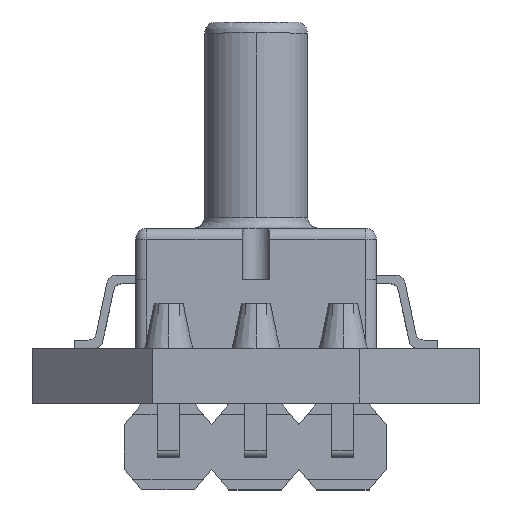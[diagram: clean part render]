
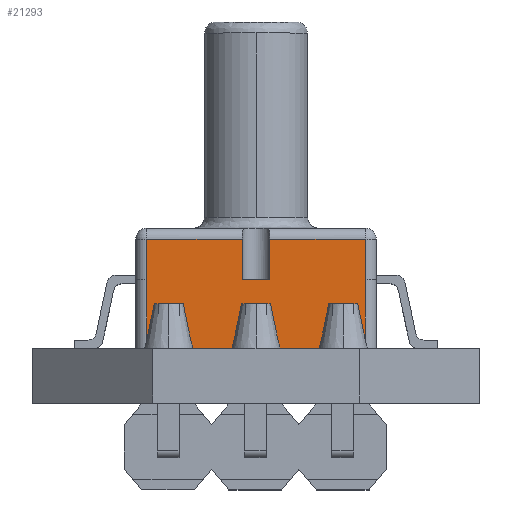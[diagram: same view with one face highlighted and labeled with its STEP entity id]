
A CAD part, top view. The second image highlights one B-rep face of the part: STEP entity #21293.
In plain terms, the highlighted planar face has unit normal (0, 0, 1).
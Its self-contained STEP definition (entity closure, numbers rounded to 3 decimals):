
#475 = DIRECTION ( 'NONE',  ( -1., 0., 0. ) ) ;
#819 = LINE ( 'NONE', #2451, #17956 ) ;
#1633 = ORIENTED_EDGE ( 'NONE', *, *, #15817, .T. ) ;
#1785 = CARTESIAN_POINT ( 'NONE',  ( -0.4, 2., 3.5 ) ) ;
#2030 = VERTEX_POINT ( 'NONE', #21806 ) ;
#2056 = VECTOR ( 'NONE', #2903, 1000. ) ;
#2111 = CARTESIAN_POINT ( 'NONE',  ( -3.18, 2., 3.5 ) ) ;
#2273 = ORIENTED_EDGE ( 'NONE', *, *, #19828, .F. ) ;
#2288 = CARTESIAN_POINT ( 'NONE',  ( 3.18, 3.18, 3.5 ) ) ;
#2451 = CARTESIAN_POINT ( 'NONE',  ( -3.307, 3.18, 3.5 ) ) ;
#2903 = DIRECTION ( 'NONE',  ( 0., -1., 0. ) ) ;
#3361 = ORIENTED_EDGE ( 'NONE', *, *, #13546, .T. ) ;
#3470 = ORIENTED_EDGE ( 'NONE', *, *, #6230, .F. ) ;
#4116 = VERTEX_POINT ( 'NONE', #8966 ) ;
#4313 = DIRECTION ( 'NONE',  ( 0., 1., 0. ) ) ;
#4492 = VERTEX_POINT ( 'NONE', #2288 ) ;
#4652 = LINE ( 'NONE', #8389, #2056 ) ;
#5008 = AXIS2_PLACEMENT_3D ( 'NONE', #11987, #8281, #22706 ) ;
#5183 = DIRECTION ( 'NONE',  ( -1., 0., 0. ) ) ;
#5883 = VECTOR ( 'NONE', #13817, 1000. ) ;
#5976 = FACE_OUTER_BOUND ( 'NONE', #11179, .T. ) ;
#6062 = CARTESIAN_POINT ( 'NONE',  ( 0.4, 3.18, 3.5 ) ) ;
#6230 = EDGE_CURVE ( 'NONE', #4116, #15646, #14690, .T. ) ;
#6516 = VECTOR ( 'NONE', #4313, 1000. ) ;
#6754 = LINE ( 'NONE', #23023, #5883 ) ;
#6967 = VERTEX_POINT ( 'NONE', #19772 ) ;
#7347 = CARTESIAN_POINT ( 'NONE',  ( 3.18, 2., 3.5 ) ) ;
#7548 = EDGE_CURVE ( 'NONE', #4492, #15646, #819, .T. ) ;
#7623 = ORIENTED_EDGE ( 'NONE', *, *, #21985, .T. ) ;
#7723 = DIRECTION ( 'NONE',  ( 0., 1., 0. ) ) ;
#7831 = CARTESIAN_POINT ( 'NONE',  ( 3.18, 1.59, 3.5 ) ) ;
#8281 = DIRECTION ( 'NONE',  ( 0., 0., 1. ) ) ;
#8389 = CARTESIAN_POINT ( 'NONE',  ( -3.18, -0.064, 3.5 ) ) ;
#8567 = LINE ( 'NONE', #15654, #9858 ) ;
#8688 = ORIENTED_EDGE ( 'NONE', *, *, #21682, .F. ) ;
#8897 = DIRECTION ( 'NONE',  ( 0., -1., 0. ) ) ;
#8966 = CARTESIAN_POINT ( 'NONE',  ( 0.4, 2., 3.5 ) ) ;
#9417 = VECTOR ( 'NONE', #15796, 1000. ) ;
#9552 = LINE ( 'NONE', #7831, #6516 ) ;
#9763 = EDGE_CURVE ( 'NONE', #10553, #18764, #4652, .T. ) ;
#9858 = VECTOR ( 'NONE', #5183, 1000. ) ;
#10304 = LINE ( 'NONE', #1785, #11988 ) ;
#10369 = CARTESIAN_POINT ( 'NONE',  ( 3.18, 0., 3.5 ) ) ;
#10553 = VERTEX_POINT ( 'NONE', #16313 ) ;
#11179 = EDGE_LOOP ( 'NONE', ( #3361, #13381, #3470, #11846, #2273, #7623, #11840, #1633, #8688, #22287 ) ) ;
#11181 = DIRECTION ( 'NONE',  ( -1., 0., 0. ) ) ;
#11840 = ORIENTED_EDGE ( 'NONE', *, *, #9763, .T. ) ;
#11846 = ORIENTED_EDGE ( 'NONE', *, *, #19983, .T. ) ;
#11987 = CARTESIAN_POINT ( 'NONE',  ( -3.307, -0.064, 3.5 ) ) ;
#11988 = VECTOR ( 'NONE', #8897, 1000. ) ;
#13381 = ORIENTED_EDGE ( 'NONE', *, *, #7548, .T. ) ;
#13546 = EDGE_CURVE ( 'NONE', #20203, #4492, #17642, .T. ) ;
#13817 = DIRECTION ( 'NONE',  ( 0., -1., 0. ) ) ;
#14207 = VERTEX_POINT ( 'NONE', #21477 ) ;
#14597 = VECTOR ( 'NONE', #20529, 1000. ) ;
#14690 = LINE ( 'NONE', #18277, #15548 ) ;
#14789 = CARTESIAN_POINT ( 'NONE',  ( -3.307, 3.18, 3.5 ) ) ;
#15548 = VECTOR ( 'NONE', #7723, 1000. ) ;
#15646 = VERTEX_POINT ( 'NONE', #6062 ) ;
#15654 = CARTESIAN_POINT ( 'NONE',  ( 0., 0., 3.5 ) ) ;
#15796 = DIRECTION ( 'NONE',  ( 0., 1., 0. ) ) ;
#15817 = EDGE_CURVE ( 'NONE', #18764, #2030, #6754, .T. ) ;
#16313 = CARTESIAN_POINT ( 'NONE',  ( -3.18, 3.18, 3.5 ) ) ;
#17174 = VERTEX_POINT ( 'NONE', #10369 ) ;
#17642 = LINE ( 'NONE', #19754, #9417 ) ;
#17956 = VECTOR ( 'NONE', #11181, 1000. ) ;
#18277 = CARTESIAN_POINT ( 'NONE',  ( 0.4, 2., 3.5 ) ) ;
#18650 = CARTESIAN_POINT ( 'NONE',  ( -3.307, 2., 3.5 ) ) ;
#18746 = PLANE ( 'NONE',  #5008 ) ;
#18764 = VERTEX_POINT ( 'NONE', #2111 ) ;
#19754 = CARTESIAN_POINT ( 'NONE',  ( 3.18, -0.064, 3.5 ) ) ;
#19772 = CARTESIAN_POINT ( 'NONE',  ( -0.4, 3.18, 3.5 ) ) ;
#19828 = EDGE_CURVE ( 'NONE', #6967, #14207, #10304, .T. ) ;
#19914 = VECTOR ( 'NONE', #475, 1000. ) ;
#19983 = EDGE_CURVE ( 'NONE', #4116, #14207, #22293, .T. ) ;
#20203 = VERTEX_POINT ( 'NONE', #7347 ) ;
#20529 = DIRECTION ( 'NONE',  ( -1., 0., 0. ) ) ;
#21262 = EDGE_CURVE ( 'NONE', #17174, #20203, #9552, .T. ) ;
#21293 = ADVANCED_FACE ( 'NONE', ( #5976 ), #18746, .T. ) ;
#21477 = CARTESIAN_POINT ( 'NONE',  ( -0.4, 2., 3.5 ) ) ;
#21682 = EDGE_CURVE ( 'NONE', #17174, #2030, #8567, .T. ) ;
#21805 = LINE ( 'NONE', #14789, #19914 ) ;
#21806 = CARTESIAN_POINT ( 'NONE',  ( -3.18, 0., 3.5 ) ) ;
#21985 = EDGE_CURVE ( 'NONE', #6967, #10553, #21805, .T. ) ;
#22287 = ORIENTED_EDGE ( 'NONE', *, *, #21262, .T. ) ;
#22293 = LINE ( 'NONE', #18650, #14597 ) ;
#22706 = DIRECTION ( 'NONE',  ( 1., 0., 0. ) ) ;
#23023 = CARTESIAN_POINT ( 'NONE',  ( -3.18, 1.59, 3.5 ) ) ;
